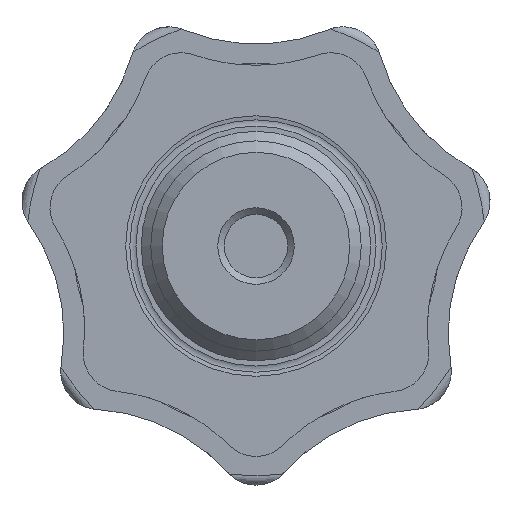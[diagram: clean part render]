
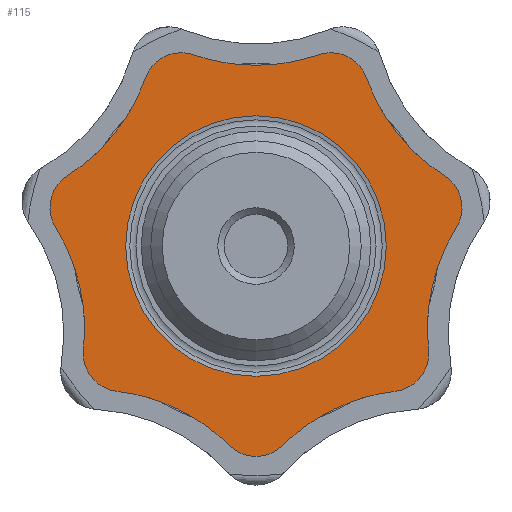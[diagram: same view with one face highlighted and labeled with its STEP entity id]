
A CAD part, front view. The second image highlights one B-rep face of the part: STEP entity #115.
In plain terms, the highlighted planar face has unit normal (0, -1, 0).
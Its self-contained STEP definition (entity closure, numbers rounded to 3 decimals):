
#115 = ADVANCED_FACE( '', ( #267, #268 ), #269, .F. );
#267 = FACE_OUTER_BOUND( '', #459, .T. );
#268 = FACE_BOUND( '', #460, .T. );
#269 = PLANE( '', #461 );
#459 = EDGE_LOOP( '', ( #739, #740, #741, #742, #743, #744, #745, #746, #747, #748, #749, #750, #751, #752 ) );
#460 = EDGE_LOOP( '', ( #753 ) );
#461 = AXIS2_PLACEMENT_3D( '', #754, #755, #756 );
#739 = ORIENTED_EDGE( '', *, *, #1213, .T. );
#740 = ORIENTED_EDGE( '', *, *, #1153, .F. );
#741 = ORIENTED_EDGE( '', *, *, #1214, .T. );
#742 = ORIENTED_EDGE( '', *, *, #1215, .F. );
#743 = ORIENTED_EDGE( '', *, *, #1177, .T. );
#744 = ORIENTED_EDGE( '', *, *, #1216, .F. );
#745 = ORIENTED_EDGE( '', *, *, #1207, .T. );
#746 = ORIENTED_EDGE( '', *, *, #1217, .F. );
#747 = ORIENTED_EDGE( '', *, *, #1195, .T. );
#748 = ORIENTED_EDGE( '', *, *, #1218, .F. );
#749 = ORIENTED_EDGE( '', *, *, #1219, .T. );
#750 = ORIENTED_EDGE( '', *, *, #1220, .F. );
#751 = ORIENTED_EDGE( '', *, *, #1221, .T. );
#752 = ORIENTED_EDGE( '', *, *, #1222, .F. );
#753 = ORIENTED_EDGE( '', *, *, #1223, .F. );
#754 = CARTESIAN_POINT( '', ( -26.004, 27.6, -9.941 ) );
#755 = DIRECTION( '', ( 0., 1., 0. ) );
#756 = DIRECTION( '', ( 0., 0., 1. ) );
#1153 = EDGE_CURVE( '', #1390, #1385, #1392, .T. );
#1177 = EDGE_CURVE( '', #1431, #1429, #1432, .T. );
#1195 = EDGE_CURVE( '', #1462, #1459, #1463, .T. );
#1207 = EDGE_CURVE( '', #1479, #1476, #1480, .T. );
#1213 = EDGE_CURVE( '', #1489, #1385, #1490, .T. );
#1214 = EDGE_CURVE( '', #1390, #1491, #1492, .T. );
#1215 = EDGE_CURVE( '', #1431, #1491, #1493, .T. );
#1216 = EDGE_CURVE( '', #1479, #1429, #1494, .T. );
#1217 = EDGE_CURVE( '', #1462, #1476, #1495, .T. );
#1218 = EDGE_CURVE( '', #1496, #1459, #1497, .T. );
#1219 = EDGE_CURVE( '', #1496, #1498, #1499, .T. );
#1220 = EDGE_CURVE( '', #1500, #1498, #1501, .T. );
#1221 = EDGE_CURVE( '', #1500, #1502, #1503, .T. );
#1222 = EDGE_CURVE( '', #1489, #1502, #1504, .T. );
#1223 = EDGE_CURVE( '', #1505, #1505, #1506, .F. );
#1385 = VERTEX_POINT( '', #2069 );
#1390 = VERTEX_POINT( '', #2075 );
#1392 = CIRCLE( '', #2078, 4. );
#1429 = VERTEX_POINT( '', #2159 );
#1431 = VERTEX_POINT( '', #2162 );
#1432 = CIRCLE( '', #2163, 20. );
#1459 = VERTEX_POINT( '', #2231 );
#1462 = VERTEX_POINT( '', #2235 );
#1463 = CIRCLE( '', #2236, 20. );
#1476 = VERTEX_POINT( '', #2252 );
#1479 = VERTEX_POINT( '', #2256 );
#1480 = CIRCLE( '', #2257, 20. );
#1489 = VERTEX_POINT( '', #2276 );
#1490 = CIRCLE( '', #2277, 20. );
#1491 = VERTEX_POINT( '', #2278 );
#1492 = CIRCLE( '', #2279, 20. );
#1493 = CIRCLE( '', #2280, 4. );
#1494 = CIRCLE( '', #2281, 4. );
#1495 = CIRCLE( '', #2282, 4. );
#1496 = VERTEX_POINT( '', #2283 );
#1497 = CIRCLE( '', #2284, 4. );
#1498 = VERTEX_POINT( '', #2285 );
#1499 = CIRCLE( '', #2286, 20. );
#1500 = VERTEX_POINT( '', #2287 );
#1501 = CIRCLE( '', #2288, 4. );
#1502 = VERTEX_POINT( '', #2289 );
#1503 = CIRCLE( '', #2290, 20. );
#1504 = CIRCLE( '', #2291, 4. );
#1505 = VERTEX_POINT( '', #2292 );
#1506 = CIRCLE( '', #2293, 13.625 );
#2069 = CARTESIAN_POINT( '', ( -18.05, 27.6, -10.795 ) );
#2075 = CARTESIAN_POINT( '', ( -14.541, 27.6, -15.195 ) );
#2078 = AXIS2_PLACEMENT_3D( '', #2573, #2574, #2575 );
#2159 = CARTESIAN_POINT( '', ( 14.541, 27.6, -15.195 ) );
#2162 = CARTESIAN_POINT( '', ( 2.814, 27.6, -20.843 ) );
#2163 = AXIS2_PLACEMENT_3D( '', #2605, #2606, #2607 );
#2231 = CARTESIAN_POINT( '', ( 11.579, 27.6, 17.558 ) );
#2235 = CARTESIAN_POINT( '', ( 19.694, 27.6, 7.381 ) );
#2236 = AXIS2_PLACEMENT_3D( '', #2628, #2629, #2630 );
#2252 = CARTESIAN_POINT( '', ( 20.947, 27.6, 1.895 ) );
#2256 = CARTESIAN_POINT( '', ( 18.05, 27.6, -10.795 ) );
#2257 = AXIS2_PLACEMENT_3D( '', #2644, #2645, #2646 );
#2276 = CARTESIAN_POINT( '', ( -20.947, 27.6, 1.895 ) );
#2277 = AXIS2_PLACEMENT_3D( '', #2654, #2655, #2656 );
#2278 = CARTESIAN_POINT( '', ( -2.814, 27.6, -20.843 ) );
#2279 = AXIS2_PLACEMENT_3D( '', #2657, #2658, #2659 );
#2280 = AXIS2_PLACEMENT_3D( '', #2660, #2661, #2662 );
#2281 = AXIS2_PLACEMENT_3D( '', #2663, #2664, #2665 );
#2282 = AXIS2_PLACEMENT_3D( '', #2666, #2667, #2668 );
#2283 = CARTESIAN_POINT( '', ( 6.508, 27.6, 20. ) );
#2284 = AXIS2_PLACEMENT_3D( '', #2669, #2670, #2671 );
#2285 = CARTESIAN_POINT( '', ( -6.508, 27.6, 20. ) );
#2286 = AXIS2_PLACEMENT_3D( '', #2672, #2673, #2674 );
#2287 = CARTESIAN_POINT( '', ( -11.579, 27.6, 17.558 ) );
#2288 = AXIS2_PLACEMENT_3D( '', #2675, #2676, #2677 );
#2289 = CARTESIAN_POINT( '', ( -19.694, 27.6, 7.381 ) );
#2290 = AXIS2_PLACEMENT_3D( '', #2678, #2679, #2680 );
#2291 = AXIS2_PLACEMENT_3D( '', #2681, #2682, #2683 );
#2292 = CARTESIAN_POINT( '', ( 0., 27.6, 13.625 ) );
#2293 = AXIS2_PLACEMENT_3D( '', #2684, #2685, #2686 );
#2573 = CARTESIAN_POINT( '', ( -14.073, 27.6, -11.223 ) );
#2574 = DIRECTION( '', ( 0., 1., 0. ) );
#2575 = DIRECTION( '', ( 1., 0., 0. ) );
#2605 = CARTESIAN_POINT( '', ( 16.883, 27.6, -35.058 ) );
#2606 = DIRECTION( '', ( 0., 1., 0. ) );
#2607 = DIRECTION( '', ( 1., 0., 0. ) );
#2628 = CARTESIAN_POINT( '', ( 30.422, 27.6, 24.261 ) );
#2629 = DIRECTION( '', ( 0., 1., 0. ) );
#2630 = DIRECTION( '', ( 1., 0., 0. ) );
#2644 = CARTESIAN_POINT( '', ( 37.936, 27.6, -8.659 ) );
#2645 = DIRECTION( '', ( 0., 1., 0. ) );
#2646 = DIRECTION( '', ( 1., 0., 0. ) );
#2654 = CARTESIAN_POINT( '', ( -37.936, 27.6, -8.659 ) );
#2655 = DIRECTION( '', ( 0., 1., 0. ) );
#2656 = DIRECTION( '', ( 1., 0., 0. ) );
#2657 = CARTESIAN_POINT( '', ( -16.883, 27.6, -35.058 ) );
#2658 = DIRECTION( '', ( 0., 1., 0. ) );
#2659 = DIRECTION( '', ( 1., 0., 0. ) );
#2660 = CARTESIAN_POINT( '', ( 0., 27.6, -18. ) );
#2661 = DIRECTION( '', ( 0., 1., 0. ) );
#2662 = DIRECTION( '', ( 1., 0., 0. ) );
#2663 = CARTESIAN_POINT( '', ( 14.073, 27.6, -11.223 ) );
#2664 = DIRECTION( '', ( 0., 1., 0. ) );
#2665 = DIRECTION( '', ( 1., 0., 0. ) );
#2666 = CARTESIAN_POINT( '', ( 17.549, 27.6, 4.005 ) );
#2667 = DIRECTION( '', ( 0., 1., 0. ) );
#2668 = DIRECTION( '', ( 1., 0., 0. ) );
#2669 = CARTESIAN_POINT( '', ( 7.81, 27.6, 16.217 ) );
#2670 = DIRECTION( '', ( 0., 1., 0. ) );
#2671 = DIRECTION( '', ( 1., 0., 0. ) );
#2672 = CARTESIAN_POINT( '', ( 0., 27.6, 38.911 ) );
#2673 = DIRECTION( '', ( 0., 1., 0. ) );
#2674 = DIRECTION( '', ( 1., 0., 0. ) );
#2675 = CARTESIAN_POINT( '', ( -7.81, 27.6, 16.217 ) );
#2676 = DIRECTION( '', ( 0., 1., 0. ) );
#2677 = DIRECTION( '', ( 1., 0., 0. ) );
#2678 = CARTESIAN_POINT( '', ( -30.422, 27.6, 24.261 ) );
#2679 = DIRECTION( '', ( 0., 1., 0. ) );
#2680 = DIRECTION( '', ( 1., 0., 0. ) );
#2681 = CARTESIAN_POINT( '', ( -17.549, 27.6, 4.005 ) );
#2682 = DIRECTION( '', ( 0., 1., 0. ) );
#2683 = DIRECTION( '', ( 1., 0., 0. ) );
#2684 = CARTESIAN_POINT( '', ( 0., 27.6, 0. ) );
#2685 = DIRECTION( '', ( 0., 1., 0. ) );
#2686 = DIRECTION( '', ( 0., 0., 1. ) );
